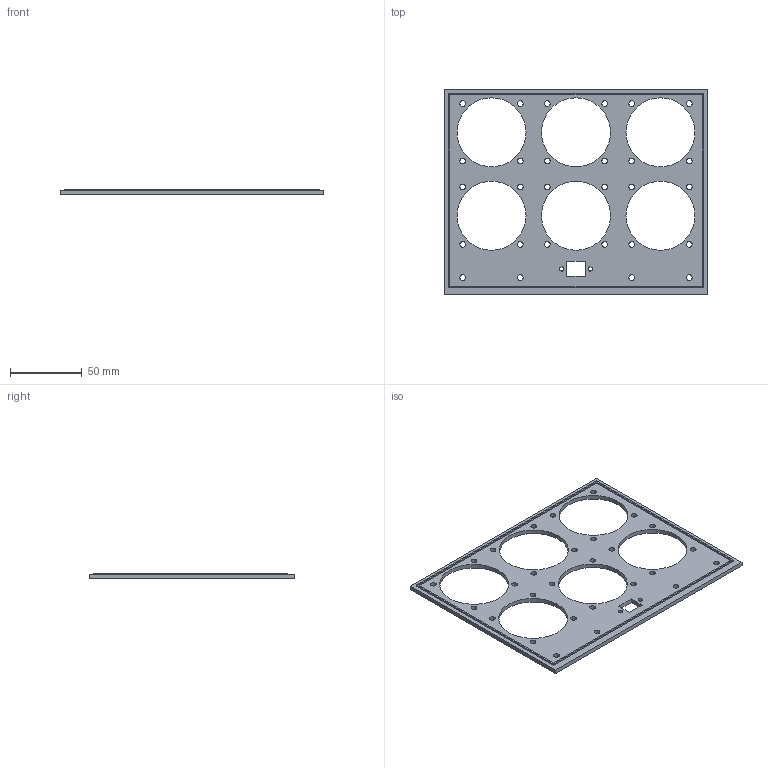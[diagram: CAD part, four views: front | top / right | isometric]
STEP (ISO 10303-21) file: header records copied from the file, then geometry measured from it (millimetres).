
FILE_DESCRIPTION(/* description */ (''),/* implementation_level */ '2;1');
FILE_NAME(/* name */ 'plate_ext.ipt.stp',/* time_stamp */ '2016-11-04T11:03:05+01:00',/* author */ ('tguillod'),/* organization */ (''),/* preprocessor_version */ 'ST-DEVELOPER v15.2',/* originating_system */ 'Autodesk Inventor 2014',/* authorisation */ '');
FILE_SCHEMA (('AUTOMOTIVE_DESIGN { 1 0 10303 214 3 1 1 }'));
Length unit declared in the file: millimetre
Products named in the file (1): plate_ext
Bounding box: 183.5 x 143 x 4 mm (x, y, z)
Volume: 45275.6 mm3; surface area: 36935.8 mm2
Topology: 1 solids, 1 shells, 56 faces, 184 edges, 132 vertices
Faces by surface type: cylinder 36, plane 20
Full cylindrical faces by diameter (mm): 3 x2, 4 x28, 48 x6
Entity records: 1821 total; most frequent: DIRECTION 306, CARTESIAN_POINT 281, ORIENTED_EDGE 240, EDGE_LOOP 168, AXIS2_PLACEMENT_3D 129, EDGE_CURVE 120, FACE_BOUND 115, VERTEX_POINT 104
